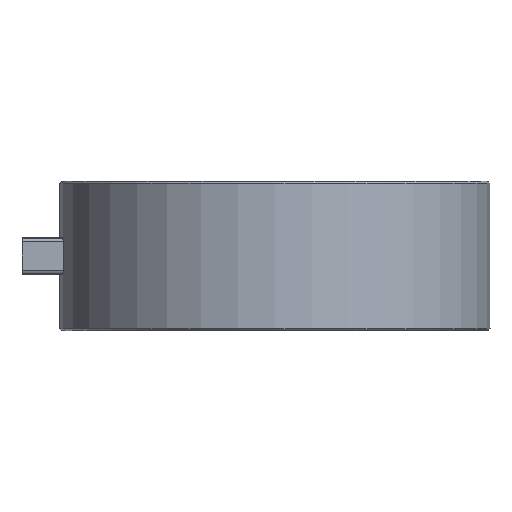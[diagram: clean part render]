
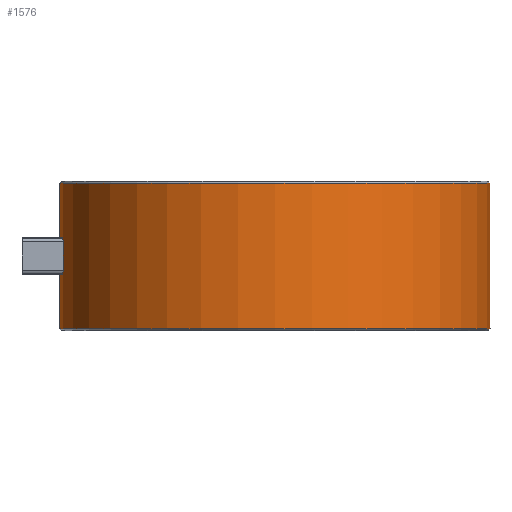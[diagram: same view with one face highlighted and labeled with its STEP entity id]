
A CAD part, left-side view. The second image highlights one B-rep face of the part: STEP entity #1576.
In plain terms, the highlighted cylindrical face has radius 115 mm (diameter 230 mm), a partial arc.
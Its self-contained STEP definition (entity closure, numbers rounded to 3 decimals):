
#1576=ADVANCED_FACE('',(#3259),#3260,.T.);
#3259=FACE_OUTER_BOUND('',#5326,.T.);
#3260=CYLINDRICAL_SURFACE('',#5327,115.0);
#5326=EDGE_LOOP('',(#9937,#9938,#9939,#9940));
#5327=AXIS2_PLACEMENT_3D('',#9941,#9942,#9943);
#9937=ORIENTED_EDGE('',*,*,#12880,.F.);
#9938=ORIENTED_EDGE('',*,*,#11881,.F.);
#9939=ORIENTED_EDGE('',*,*,#12882,.F.);
#9940=ORIENTED_EDGE('',*,*,#12513,.F.);
#9941=CARTESIAN_POINT('',(-7.873,-31.532,-40.));
#9942=DIRECTION('',(0.,0.,1.0));
#9943=DIRECTION('',(0.259,0.966,0.));
#11881=EDGE_CURVE('',#14278,#14281,#14282,.T.);
#12513=EDGE_CURVE('1:2668',#15259,#15254,#15261,.T.);
#12880=EDGE_CURVE('',#14281,#15259,#15785,.T.);
#12882=EDGE_CURVE('',#15254,#14278,#15787,.T.);
#14278=VERTEX_POINT('',#17828);
#14281=VERTEX_POINT('',#17832);
#14282=CIRCLE('',#17833,115.0);
#15254=VERTEX_POINT('',#19447);
#15259=VERTEX_POINT('',#19453);
#15261=CIRCLE('',#19456,115.0);
#15785=LINE('',#20407,#20408);
#15787=LINE('',#20410,#20411);
#17828=CARTESIAN_POINT('',(-37.637,-142.613,-79.));
#17832=CARTESIAN_POINT('',(21.891,79.549,-79.));
#17833=AXIS2_PLACEMENT_3D('',#21875,#21876,#21877);
#19447=CARTESIAN_POINT('',(-37.637,-142.613,-1.));
#19453=CARTESIAN_POINT('',(21.891,79.549,-1.));
#19456=AXIS2_PLACEMENT_3D('',#22468,#22469,#22470);
#20407=CARTESIAN_POINT('',(21.891,79.549,-40.));
#20408=VECTOR('',#22792,1.0);
#20410=CARTESIAN_POINT('',(-37.637,-142.613,-40.));
#20411=VECTOR('',#22796,1.0);
#21875=CARTESIAN_POINT('',(-7.873,-31.532,-79.));
#21876=DIRECTION('',(0.,0.,-1.0));
#21877=DIRECTION('',(-0.259,-0.966,0.));
#22468=CARTESIAN_POINT('',(-7.873,-31.532,-1.));
#22469=DIRECTION('',(0.,0.,1.0));
#22470=DIRECTION('',(-0.259,-0.966,0.));
#22792=DIRECTION('',(0.,0.,1.0));
#22796=DIRECTION('',(0.,0.,-1.0));
